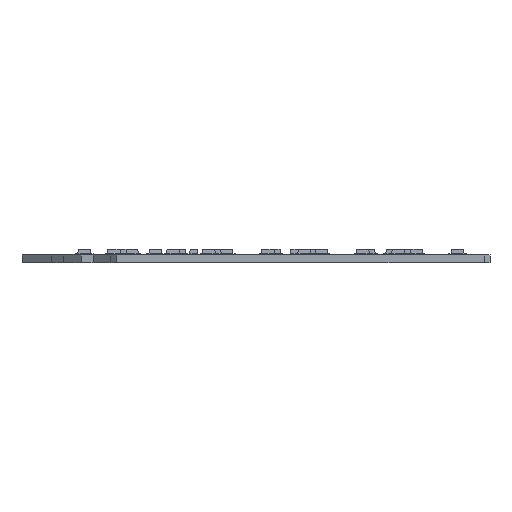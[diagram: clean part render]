
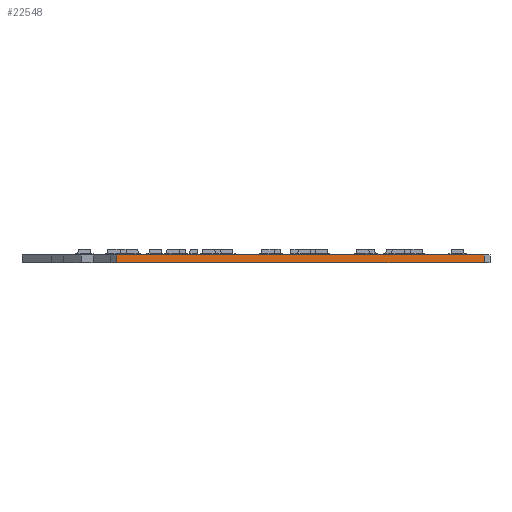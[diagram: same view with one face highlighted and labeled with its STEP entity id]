
A CAD part, left-side view. The second image highlights one B-rep face of the part: STEP entity #22548.
In plain terms, the highlighted planar face has unit normal (-1, 0, 0).
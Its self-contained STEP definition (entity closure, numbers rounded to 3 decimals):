
#1872 = PLANE('',#1873);
#1873 = AXIS2_PLACEMENT_3D('',#1874,#1875,#1876);
#1874 = CARTESIAN_POINT('',(-19.318,7.887,1.6));
#1875 = DIRECTION('',(-0.,-0.,-1.));
#1876 = DIRECTION('',(-1.,0.,0.));
#1926 = PLANE('',#1927);
#1927 = AXIS2_PLACEMENT_3D('',#1928,#1929,#1930);
#1928 = CARTESIAN_POINT('',(-19.318,7.887,0.));
#1929 = DIRECTION('',(-0.,-0.,-1.));
#1930 = DIRECTION('',(-1.,0.,0.));
#3043 = VERTEX_POINT('',#3044);
#3044 = CARTESIAN_POINT('',(-86.916,-36.909,0.));
#3058 = PLANE('',#3059);
#3059 = AXIS2_PLACEMENT_3D('',#3060,#3061,#3062);
#3060 = CARTESIAN_POINT('',(-85.725,-38.1,0.));
#3061 = DIRECTION('',(-0.707,-0.707,0.));
#3062 = DIRECTION('',(-0.707,0.707,0.));
#3070 = EDGE_CURVE('',#3043,#3071,#3073,.T.);
#3071 = VERTEX_POINT('',#3072);
#3072 = CARTESIAN_POINT('',(-86.916,36.909,0.));
#3073 = SURFACE_CURVE('',#3074,(#3078,#3085),.PCURVE_S1.);
#3074 = LINE('',#3075,#3076);
#3075 = CARTESIAN_POINT('',(-86.916,-36.909,0.));
#3076 = VECTOR('',#3077,1.);
#3077 = DIRECTION('',(0.,1.,0.));
#3078 = PCURVE('',#1926,#3079);
#3079 = DEFINITIONAL_REPRESENTATION('',(#3080),#3084);
#3080 = LINE('',#3081,#3082);
#3081 = CARTESIAN_POINT('',(67.597,-44.796));
#3082 = VECTOR('',#3083,1.);
#3083 = DIRECTION('',(0.,1.));
#3084 = ( GEOMETRIC_REPRESENTATION_CONTEXT(2) 
PARAMETRIC_REPRESENTATION_CONTEXT() REPRESENTATION_CONTEXT('2D SPACE',''
  ) );
#3085 = PCURVE('',#3086,#3091);
#3086 = PLANE('',#3087);
#3087 = AXIS2_PLACEMENT_3D('',#3088,#3089,#3090);
#3088 = CARTESIAN_POINT('',(-86.916,-36.909,0.));
#3089 = DIRECTION('',(-1.,0.,0.));
#3090 = DIRECTION('',(0.,1.,0.));
#3091 = DEFINITIONAL_REPRESENTATION('',(#3092),#3096);
#3092 = LINE('',#3093,#3094);
#3093 = CARTESIAN_POINT('',(0.,0.));
#3094 = VECTOR('',#3095,1.);
#3095 = DIRECTION('',(1.,0.));
#3096 = ( GEOMETRIC_REPRESENTATION_CONTEXT(2) 
PARAMETRIC_REPRESENTATION_CONTEXT() REPRESENTATION_CONTEXT('2D SPACE',''
  ) );
#3114 = PLANE('',#3115);
#3115 = AXIS2_PLACEMENT_3D('',#3116,#3117,#3118);
#3116 = CARTESIAN_POINT('',(-86.916,36.909,0.));
#3117 = DIRECTION('',(-0.707,0.707,0.));
#3118 = DIRECTION('',(0.707,0.707,0.));
#13652 = VERTEX_POINT('',#13653);
#13653 = CARTESIAN_POINT('',(-86.916,-36.909,1.6));
#13674 = EDGE_CURVE('',#13652,#13675,#13677,.T.);
#13675 = VERTEX_POINT('',#13676);
#13676 = CARTESIAN_POINT('',(-86.916,36.909,1.6));
#13677 = SURFACE_CURVE('',#13678,(#13682,#13689),.PCURVE_S1.);
#13678 = LINE('',#13679,#13680);
#13679 = CARTESIAN_POINT('',(-86.916,-36.909,1.6));
#13680 = VECTOR('',#13681,1.);
#13681 = DIRECTION('',(0.,1.,0.));
#13682 = PCURVE('',#1872,#13683);
#13683 = DEFINITIONAL_REPRESENTATION('',(#13684),#13688);
#13684 = LINE('',#13685,#13686);
#13685 = CARTESIAN_POINT('',(67.597,-44.796));
#13686 = VECTOR('',#13687,1.);
#13687 = DIRECTION('',(0.,1.));
#13688 = ( GEOMETRIC_REPRESENTATION_CONTEXT(2) 
PARAMETRIC_REPRESENTATION_CONTEXT() REPRESENTATION_CONTEXT('2D SPACE',''
  ) );
#13689 = PCURVE('',#3086,#13690);
#13690 = DEFINITIONAL_REPRESENTATION('',(#13691),#13695);
#13691 = LINE('',#13692,#13693);
#13692 = CARTESIAN_POINT('',(0.,-1.6));
#13693 = VECTOR('',#13694,1.);
#13694 = DIRECTION('',(1.,0.));
#13695 = ( GEOMETRIC_REPRESENTATION_CONTEXT(2) 
PARAMETRIC_REPRESENTATION_CONTEXT() REPRESENTATION_CONTEXT('2D SPACE',''
  ) );
#22498 = EDGE_CURVE('',#3071,#13675,#22499,.T.);
#22499 = SURFACE_CURVE('',#22500,(#22504,#22511),.PCURVE_S1.);
#22500 = LINE('',#22501,#22502);
#22501 = CARTESIAN_POINT('',(-86.916,36.909,0.));
#22502 = VECTOR('',#22503,1.);
#22503 = DIRECTION('',(0.,0.,1.));
#22504 = PCURVE('',#3114,#22505);
#22505 = DEFINITIONAL_REPRESENTATION('',(#22506),#22510);
#22506 = LINE('',#22507,#22508);
#22507 = CARTESIAN_POINT('',(0.,0.));
#22508 = VECTOR('',#22509,1.);
#22509 = DIRECTION('',(0.,-1.));
#22510 = ( GEOMETRIC_REPRESENTATION_CONTEXT(2) 
PARAMETRIC_REPRESENTATION_CONTEXT() REPRESENTATION_CONTEXT('2D SPACE',''
  ) );
#22511 = PCURVE('',#3086,#22512);
#22512 = DEFINITIONAL_REPRESENTATION('',(#22513),#22517);
#22513 = LINE('',#22514,#22515);
#22514 = CARTESIAN_POINT('',(73.819,0.));
#22515 = VECTOR('',#22516,1.);
#22516 = DIRECTION('',(0.,-1.));
#22517 = ( GEOMETRIC_REPRESENTATION_CONTEXT(2) 
PARAMETRIC_REPRESENTATION_CONTEXT() REPRESENTATION_CONTEXT('2D SPACE',''
  ) );
#22548 = ADVANCED_FACE('',(#22549),#3086,.T.);
#22549 = FACE_BOUND('',#22550,.T.);
#22550 = EDGE_LOOP('',(#22551,#22572,#22573,#22574));
#22551 = ORIENTED_EDGE('',*,*,#22552,.T.);
#22552 = EDGE_CURVE('',#3043,#13652,#22553,.T.);
#22553 = SURFACE_CURVE('',#22554,(#22558,#22565),.PCURVE_S1.);
#22554 = LINE('',#22555,#22556);
#22555 = CARTESIAN_POINT('',(-86.916,-36.909,0.));
#22556 = VECTOR('',#22557,1.);
#22557 = DIRECTION('',(0.,0.,1.));
#22558 = PCURVE('',#3086,#22559);
#22559 = DEFINITIONAL_REPRESENTATION('',(#22560),#22564);
#22560 = LINE('',#22561,#22562);
#22561 = CARTESIAN_POINT('',(0.,0.));
#22562 = VECTOR('',#22563,1.);
#22563 = DIRECTION('',(0.,-1.));
#22564 = ( GEOMETRIC_REPRESENTATION_CONTEXT(2) 
PARAMETRIC_REPRESENTATION_CONTEXT() REPRESENTATION_CONTEXT('2D SPACE',''
  ) );
#22565 = PCURVE('',#3058,#22566);
#22566 = DEFINITIONAL_REPRESENTATION('',(#22567),#22571);
#22567 = LINE('',#22568,#22569);
#22568 = CARTESIAN_POINT('',(1.684,0.));
#22569 = VECTOR('',#22570,1.);
#22570 = DIRECTION('',(0.,-1.));
#22571 = ( GEOMETRIC_REPRESENTATION_CONTEXT(2) 
PARAMETRIC_REPRESENTATION_CONTEXT() REPRESENTATION_CONTEXT('2D SPACE',''
  ) );
#22572 = ORIENTED_EDGE('',*,*,#13674,.T.);
#22573 = ORIENTED_EDGE('',*,*,#22498,.F.);
#22574 = ORIENTED_EDGE('',*,*,#3070,.F.);
